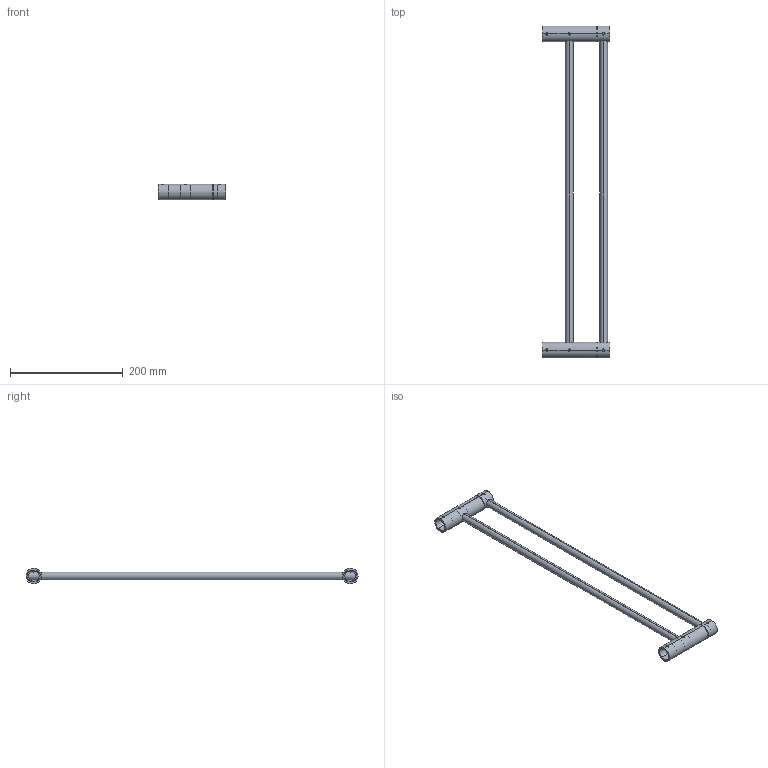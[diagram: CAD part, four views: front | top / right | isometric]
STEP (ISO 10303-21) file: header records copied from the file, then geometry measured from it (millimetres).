
FILE_DESCRIPTION((''),'2;1');
FILE_NAME('MG26732_ASM','2023-09-19T10:29:04',('Admin'),(''),'CREO PARAMETRIC BY PTC INC, 2018050','CREO PARAMETRIC BY PTC INC, 2018050','');
FILE_SCHEMA(('CONFIG_CONTROL_DESIGN'));
Length unit declared in the file: millimetre
Products named in the file (5): MG26732-01; M50001; MG26731-02; MG26732-02; MG26732_ASM
Assembly tree (10 placements, depth 2):
  MG26732_ASM
    MG26732-01
    M50001  x6
    MG26731-02  x2
    MG26732-02
Bounding box: 120 x 590 x 28 mm (x, y, z)
Volume: 68416.7 mm3; surface area: 142149.1 mm2
Topology: 10 solids, 10 shells, 316 faces, 830 edges, 534 vertices
Faces by surface type: cylinder 160, plane 82, bspline 36, torus 20, cone 18
Entity records: 7255 total; most frequent: CARTESIAN_POINT 3696, ORIENTED_EDGE 722, DIRECTION 696, EDGE_CURVE 361, AXIS2_PLACEMENT_3D 283, VERTEX_POINT 231, EDGE_LOOP 174, FACE_OUTER_BOUND 145
